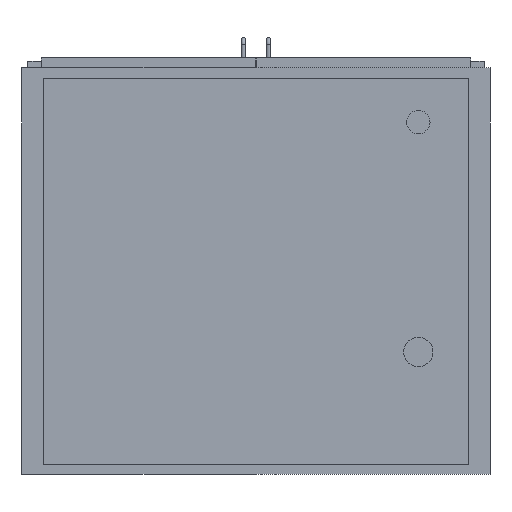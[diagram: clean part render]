
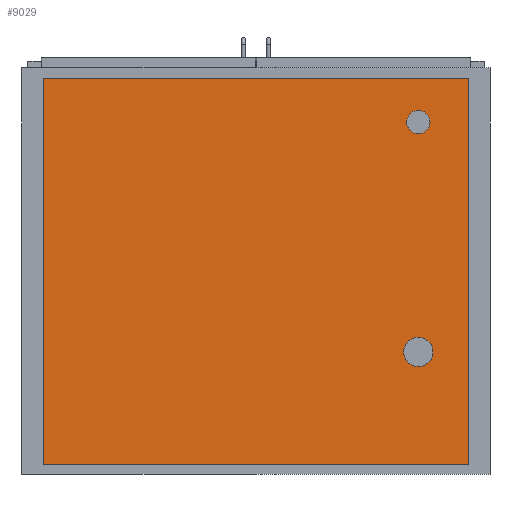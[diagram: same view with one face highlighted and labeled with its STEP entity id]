
A CAD part, front view. The second image highlights one B-rep face of the part: STEP entity #9029.
In plain terms, the highlighted planar face has unit normal (0, -1, 0).
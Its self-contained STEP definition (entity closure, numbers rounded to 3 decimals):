
#137=FACE_BOUND('',#1027,.T.);
#138=FACE_BOUND('',#1028,.T.);
#157=CIRCLE('',#9637,20.);
#159=CIRCLE('',#9641,25.);
#469=FACE_OUTER_BOUND('',#1026,.T.);
#1026=EDGE_LOOP('',(#6073,#6074,#6075,#6076));
#1027=EDGE_LOOP('',(#6077));
#1028=EDGE_LOOP('',(#6078));
#1626=LINE('',#13118,#2730);
#1628=LINE('',#13122,#2732);
#1630=LINE('',#13126,#2734);
#1632=LINE('',#13129,#2736);
#2730=VECTOR('',#10493,10.);
#2732=VECTOR('',#10497,10.);
#2734=VECTOR('',#10501,10.);
#2736=VECTOR('',#10505,10.);
#3796=VERTEX_POINT('',#13044);
#3798=VERTEX_POINT('',#13051);
#3819=VERTEX_POINT('',#13115);
#3820=VERTEX_POINT('',#13117);
#3821=VERTEX_POINT('',#13121);
#3822=VERTEX_POINT('',#13125);
#4669=EDGE_CURVE('',#3796,#3796,#157,.T.);
#4672=EDGE_CURVE('',#3798,#3798,#159,.T.);
#4702=EDGE_CURVE('',#3820,#3819,#1626,.T.);
#4704=EDGE_CURVE('',#3821,#3820,#1628,.T.);
#4706=EDGE_CURVE('',#3822,#3821,#1630,.T.);
#4708=EDGE_CURVE('',#3819,#3822,#1632,.T.);
#6073=ORIENTED_EDGE('',*,*,#4708,.T.);
#6074=ORIENTED_EDGE('',*,*,#4706,.T.);
#6075=ORIENTED_EDGE('',*,*,#4704,.T.);
#6076=ORIENTED_EDGE('',*,*,#4702,.T.);
#6077=ORIENTED_EDGE('',*,*,#4669,.T.);
#6078=ORIENTED_EDGE('',*,*,#4672,.T.);
#8580=PLANE('',#9658);
#9029=ADVANCED_FACE('',(#469,#137,#138),#8580,.T.);
#9637=AXIS2_PLACEMENT_3D('',#13046,#10427,#10428);
#9641=AXIS2_PLACEMENT_3D('',#13053,#10436,#10437);
#9658=AXIS2_PLACEMENT_3D('',#13130,#10506,#10507);
#10427=DIRECTION('center_axis',(0.,1.,0.));
#10428=DIRECTION('ref_axis',(1.,0.,0.));
#10436=DIRECTION('center_axis',(0.,1.,0.));
#10437=DIRECTION('ref_axis',(1.,0.,0.));
#10493=DIRECTION('',(-1.,0.,0.));
#10497=DIRECTION('',(0.,0.,1.));
#10501=DIRECTION('',(1.,0.,0.));
#10505=DIRECTION('',(0.,0.,-1.));
#10506=DIRECTION('center_axis',(0.,-1.,0.));
#10507=DIRECTION('ref_axis',(0.,0.,-1.));
#13044=CARTESIAN_POINT('',(257.5,-370.,255.));
#13046=CARTESIAN_POINT('Origin',(277.5,-370.,255.));
#13051=CARTESIAN_POINT('',(252.5,-370.,-138.));
#13053=CARTESIAN_POINT('Origin',(277.5,-370.,-138.));
#13115=CARTESIAN_POINT('',(-362.5,-370.,330.));
#13117=CARTESIAN_POINT('',(362.5,-370.,330.));
#13118=CARTESIAN_POINT('',(-362.5,-370.,330.));
#13121=CARTESIAN_POINT('',(362.5,-370.,-330.));
#13122=CARTESIAN_POINT('',(362.5,-370.,330.));
#13125=CARTESIAN_POINT('',(-362.5,-370.,-330.));
#13126=CARTESIAN_POINT('',(362.5,-370.,-330.));
#13129=CARTESIAN_POINT('',(-362.5,-370.,-330.));
#13130=CARTESIAN_POINT('Origin',(0.,-370.,0.));
